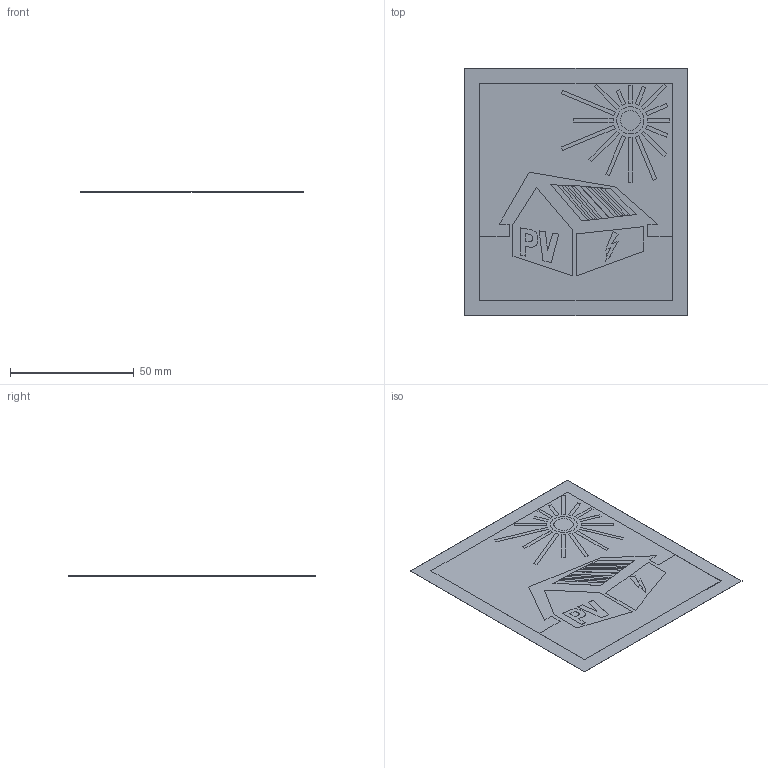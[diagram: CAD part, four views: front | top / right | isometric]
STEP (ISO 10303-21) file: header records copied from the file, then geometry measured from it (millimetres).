
FILE_DESCRIPTION(('CATIA V5 STEP','CAx-IF Rec.Pracs.--- Model Styling and Organization---1.4--- 2014-01-23'),'2;1');
FILE_NAME ('1349450-7_0', '2021-11-19T11:32:34+00:00', ('none'), ('Weidmueller'), 'CATIA Version 5-6 Release 2016 SP3 HF44', 'CATIA V5 STEP AP214', 'none');
FILE_SCHEMA(('AUTOMOTIVE_DESIGN { 1 0 10303 214 1 1 1 1 }'));
Length unit declared in the file: millimetre
Products named in the file (1): 74367_TABPACK_PV_90X100_WFF
Bounding box: 90 x 100 x 0.06 mm (x, y, z)
Volume: 473.4 mm3; surface area: 18029.7 mm2
Topology: 1 solids, 1 shells, 196 faces, 480 edges, 320 vertices
Faces by surface type: plane 188, cylinder 8
Entity records: 5549 total; most frequent: ORIENTED_EDGE 960, CARTESIAN_POINT 934, DIRECTION 746, EDGE_CURVE 480, VECTOR 464, LINE 464, VERTEX_POINT 320, EDGE_LOOP 230
